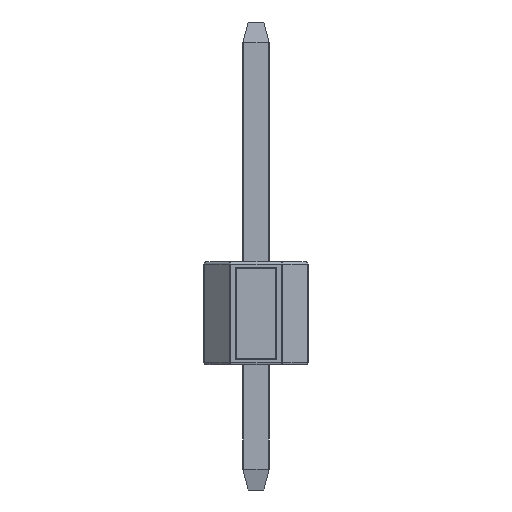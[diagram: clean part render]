
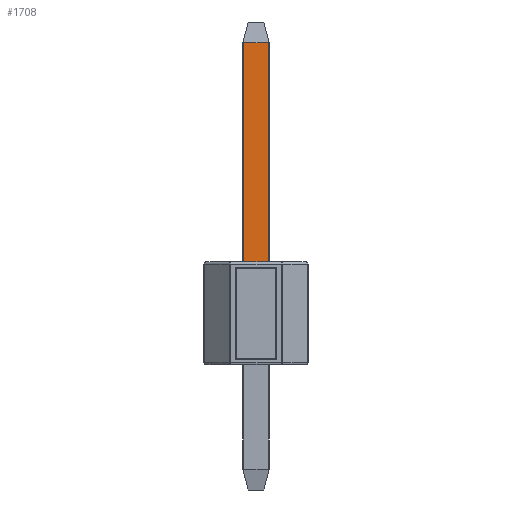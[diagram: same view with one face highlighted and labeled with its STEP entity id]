
A CAD part, left-side view. The second image highlights one B-rep face of the part: STEP entity #1708.
In plain terms, the highlighted planar face has unit normal (-1, 0, 0).
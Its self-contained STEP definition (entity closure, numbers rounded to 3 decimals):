
#359=FACE_OUTER_BOUND('',#453,.T.);
#453=EDGE_LOOP('',(#1398,#1399,#1400,#1401));
#562=LINE('',#2815,#702);
#585=LINE('',#2863,#725);
#586=LINE('',#2865,#726);
#587=LINE('',#2866,#727);
#702=VECTOR('',#2305,10.);
#725=VECTOR('',#2356,10.);
#726=VECTOR('',#2357,10.);
#727=VECTOR('',#2358,10.);
#766=VERTEX_POINT('',#2556);
#769=VERTEX_POINT('',#2563);
#848=VERTEX_POINT('',#2862);
#849=VERTEX_POINT('',#2864);
#1018=EDGE_CURVE('',#769,#766,#562,.T.);
#1041=EDGE_CURVE('',#848,#766,#585,.T.);
#1042=EDGE_CURVE('',#849,#848,#586,.T.);
#1043=EDGE_CURVE('',#769,#849,#587,.T.);
#1398=ORIENTED_EDGE('',*,*,#1018,.T.);
#1399=ORIENTED_EDGE('',*,*,#1041,.F.);
#1400=ORIENTED_EDGE('',*,*,#1042,.F.);
#1401=ORIENTED_EDGE('',*,*,#1043,.F.);
#1531=PLANE('',#1908);
#1708=ADVANCED_FACE('',(#359),#1531,.T.);
#1908=AXIS2_PLACEMENT_3D('',#2861,#2354,#2355);
#2305=DIRECTION('',(0.,-1.,0.));
#2354=DIRECTION('center_axis',(-1.,0.,0.));
#2355=DIRECTION('ref_axis',(0.,0.,1.));
#2356=DIRECTION('',(0.,0.,-1.));
#2357=DIRECTION('',(0.,-1.,0.));
#2358=DIRECTION('',(0.,0.,1.));
#2556=CARTESIAN_POINT('',(-0.32,-0.297,2.5));
#2563=CARTESIAN_POINT('',(-0.32,0.292,2.5));
#2815=CARTESIAN_POINT('',(-0.32,-0.003,2.5));
#2861=CARTESIAN_POINT('Origin',(-0.32,-0.003,2.645));
#2862=CARTESIAN_POINT('',(-0.32,-0.297,7.832));
#2863=CARTESIAN_POINT('',(-0.32,-0.297,5.493));
#2864=CARTESIAN_POINT('',(-0.32,0.292,7.832));
#2865=CARTESIAN_POINT('',(-0.32,0.158,7.832));
#2866=CARTESIAN_POINT('',(-0.32,0.292,-0.202));
